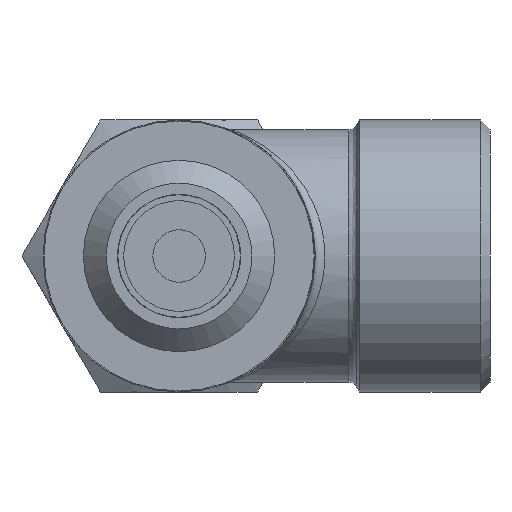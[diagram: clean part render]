
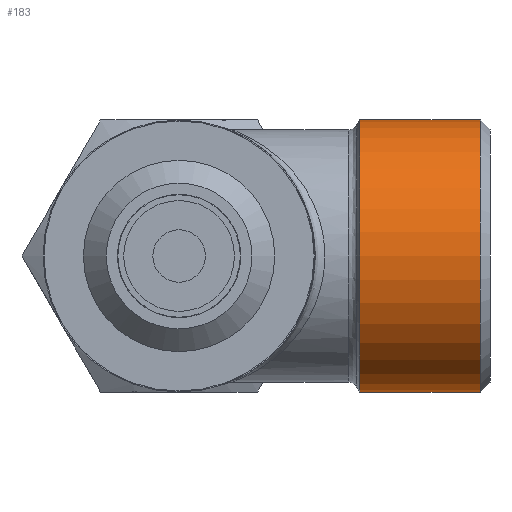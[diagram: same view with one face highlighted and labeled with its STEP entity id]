
A CAD part, front view. The second image highlights one B-rep face of the part: STEP entity #183.
In plain terms, the highlighted cylindrical face has radius 7 mm (diameter 14 mm), a full revolution.
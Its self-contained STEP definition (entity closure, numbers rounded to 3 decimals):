
#183 = ADVANCED_FACE( 'NONE', ( #321, #322 ), #323, .T. );
#321 = FACE_OUTER_BOUND( '', #699, .T. );
#322 = FACE_OUTER_BOUND( '', #700, .T. );
#323 = CYLINDRICAL_SURFACE( '', #701, 7. );
#699 = EDGE_LOOP( '', ( #1186 ) );
#700 = EDGE_LOOP( '', ( #1187 ) );
#701 = AXIS2_PLACEMENT_3D( '', #1188, #1189, #1190 );
#1186 = ORIENTED_EDGE( '', *, *, #1344, .T. );
#1187 = ORIENTED_EDGE( '', *, *, #1311, .F. );
#1188 = CARTESIAN_POINT( '', ( -1.207, 14.7, 0. ) );
#1189 = DIRECTION( '', ( -1., 0., 0. ) );
#1190 = DIRECTION( '', ( 0., 0., 1. ) );
#1311 = EDGE_CURVE( 'NONE', #1481, #1481, #1482, .T. );
#1344 = EDGE_CURVE( 'NONE', #1538, #1538, #1539, .T. );
#1481 = VERTEX_POINT( '', #2038 );
#1482 = CIRCLE( '', #2039, 7. );
#1538 = VERTEX_POINT( '', #2168 );
#1539 = CIRCLE( '', #2169, 7. );
#2038 = CARTESIAN_POINT( '', ( 9.289, 14.7, -7. ) );
#2039 = AXIS2_PLACEMENT_3D( '', #2351, #2352, #2353 );
#2168 = CARTESIAN_POINT( '', ( 15.5, 14.7, 7. ) );
#2169 = AXIS2_PLACEMENT_3D( '', #2426, #2427, #2428 );
#2351 = CARTESIAN_POINT( '', ( 9.289, 14.7, 0. ) );
#2352 = DIRECTION( '', ( -1., 0., 0. ) );
#2353 = DIRECTION( '', ( 0., 0., -1. ) );
#2426 = CARTESIAN_POINT( '', ( 15.5, 14.7, 0. ) );
#2427 = DIRECTION( '', ( -1., 0., 0. ) );
#2428 = DIRECTION( '', ( 0., 0., 1. ) );
